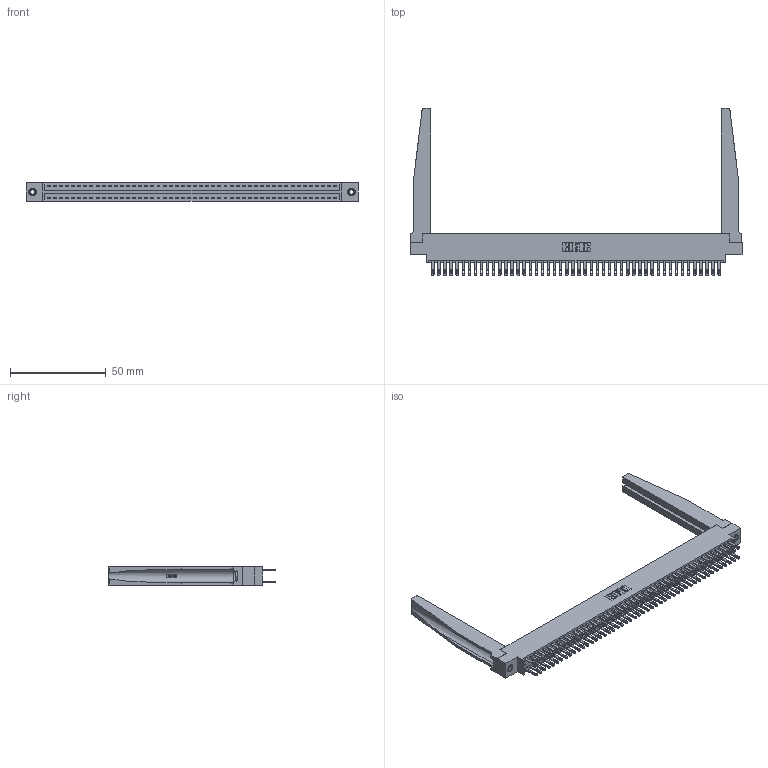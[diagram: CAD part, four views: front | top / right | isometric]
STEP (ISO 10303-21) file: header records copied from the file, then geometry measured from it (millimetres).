
FILE_DESCRIPTION (( 'STEP AP203' ), '1' );
FILE_NAME ('346-096-500-878.STEP', '2022-05-26T15:43:01', ( '' ), ( '' ), 'SwSTEP 2.0', 'SolidWorks 2020', '' );
FILE_SCHEMA (( 'CONFIG_CONTROL_DESIGN' ));
Length unit declared in the file: inch
Products named in the file (5): 345-250-001_345-250-001-102; 346-220-078_345-220-078; 346 Part_0.170 Offset - 0.156 Dia-TH; 345-292-001_345-293-100; 346-096-500-878
Assembly tree (101 placements, depth 2):
  346-096-500-878
    346 Part_0.170 Offset - 0.156 Dia-TH
    345-292-001_345-293-100  x96
    346-220-078_345-220-078  x2
    345-250-001_345-250-001-102  x2
Bounding box: 172.97 x 87.12 x 9.4 mm (x, y, z)
Volume: 23943.2 mm3; surface area: 31265.6 mm2
Topology: 101 solids, 101 shells, 4982 faces, 15097 edges, 10054 vertices
Faces by surface type: plane 3020, cylinder 1910, bspline 36, cone 12, torus 4
Entity records: 35744 total; most frequent: CARTESIAN_POINT 6825, ORIENTED_EDGE 5646, DIRECTION 5053, EDGE_CURVE 2823, LINE 2401, VECTOR 2401, VERTEX_POINT 1876, AXIS2_PLACEMENT_3D 1326
